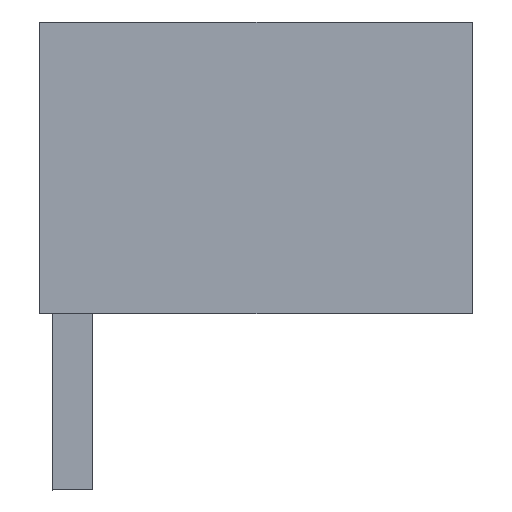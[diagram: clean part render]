
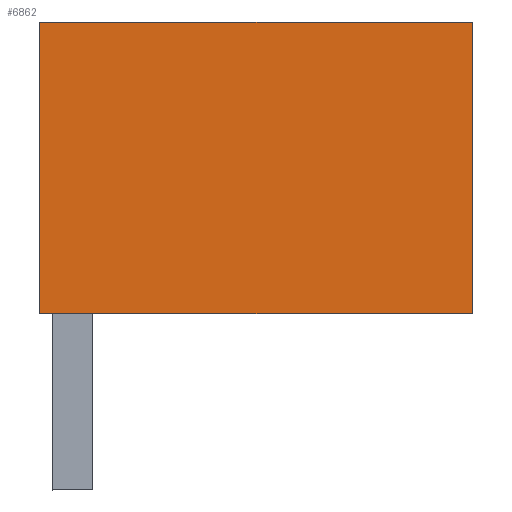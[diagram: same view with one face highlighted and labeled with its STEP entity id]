
A CAD part, left-side view. The second image highlights one B-rep face of the part: STEP entity #6862.
In plain terms, the highlighted planar face has unit normal (-1, 0, 0).
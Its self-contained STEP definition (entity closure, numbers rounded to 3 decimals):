
#6849=AXIS2_PLACEMENT_3D('Plane Axis2P3D',#6846,#6847,#6848) ;
#2264=CARTESIAN_POINT('Vertex',(0.,11.05,4.5)) ;
#2267=CARTESIAN_POINT('Line Origine',(0.,11.05,8.225)) ;
#2271=CARTESIAN_POINT('Vertex',(0.,11.05,11.95)) ;
#2759=CARTESIAN_POINT('Line Origine',(0.,5.525,4.5)) ;
#2763=CARTESIAN_POINT('Vertex',(0.,0.,4.5)) ;
#5594=CARTESIAN_POINT('Line Origine',(0.,5.525,11.95)) ;
#5598=CARTESIAN_POINT('Vertex',(0.,0.,11.95)) ;
#6846=CARTESIAN_POINT('Axis2P3D Location',(0.,11.05,1.3)) ;
#6851=CARTESIAN_POINT('Line Origine',(0.,0.,8.225)) ;
#2268=DIRECTION('Vector Direction',(0.,0.,-1.)) ;
#2760=DIRECTION('Vector Direction',(0.,1.,0.)) ;
#5595=DIRECTION('Vector Direction',(0.,-1.,0.)) ;
#6847=DIRECTION('Axis2P3D Direction',(-1.,0.,0.)) ;
#6848=DIRECTION('Axis2P3D XDirection',(0.,-1.,0.)) ;
#6852=DIRECTION('Vector Direction',(0.,0.,1.)) ;
#2269=VECTOR('Line Direction',#2268,1.) ;
#2761=VECTOR('Line Direction',#2760,1.) ;
#5596=VECTOR('Line Direction',#5595,1.) ;
#6853=VECTOR('Line Direction',#6852,1.) ;
#6857=ORIENTED_EDGE('',*,*,#2273,.T.) ;
#6858=ORIENTED_EDGE('',*,*,#2765,.T.) ;
#6859=ORIENTED_EDGE('',*,*,#6855,.T.) ;
#6860=ORIENTED_EDGE('',*,*,#5600,.T.) ;
#6862=ADVANCED_FACE('HOUSING',(#6861),#6850,.T.) ;
#2273=EDGE_CURVE('',#2272,#2265,#2270,.T.) ;
#2765=EDGE_CURVE('',#2265,#2764,#2762,.F.) ;
#5600=EDGE_CURVE('',#5599,#2272,#5597,.F.) ;
#6855=EDGE_CURVE('',#2764,#5599,#6854,.T.) ;
#6856=EDGE_LOOP('',(#6857,#6858,#6859,#6860)) ;
#6861=FACE_OUTER_BOUND('',#6856,.T.) ;
#2270=LINE('Line',#2267,#2269) ;
#2762=LINE('Line',#2759,#2761) ;
#5597=LINE('Line',#5594,#5596) ;
#6854=LINE('Line',#6851,#6853) ;
#6850=PLANE('',#6849) ;
#2265=VERTEX_POINT('',#2264) ;
#2272=VERTEX_POINT('',#2271) ;
#2764=VERTEX_POINT('',#2763) ;
#5599=VERTEX_POINT('',#5598) ;
